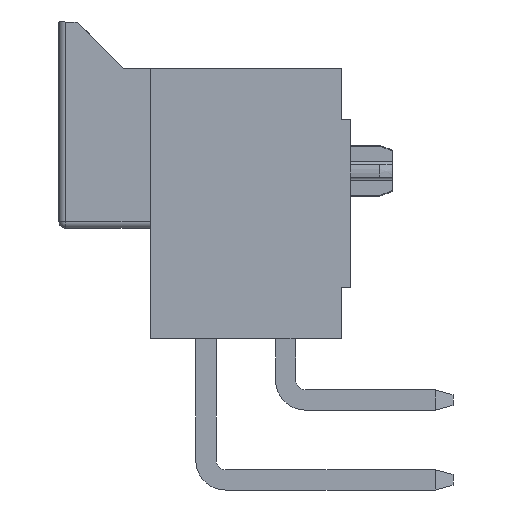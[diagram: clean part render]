
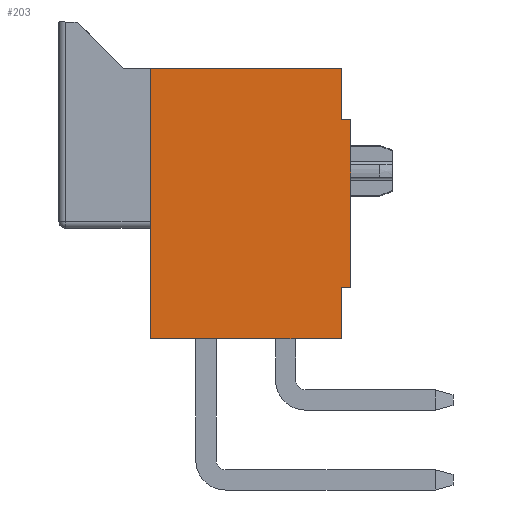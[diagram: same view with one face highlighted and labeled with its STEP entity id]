
A CAD part, left-side view. The second image highlights one B-rep face of the part: STEP entity #203.
In plain terms, the highlighted planar face has unit normal (-1, 0, 0).
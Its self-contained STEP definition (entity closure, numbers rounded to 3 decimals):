
#203 = ADVANCED_FACE( '', ( #854 ), #855, .T. );
#854 = FACE_OUTER_BOUND( '', #1936, .T. );
#855 = PLANE( '', #1937 );
#1936 = EDGE_LOOP( '', ( #3673, #3674, #3675, #3676, #3677, #3678, #3679, #3680 ) );
#1937 = AXIS2_PLACEMENT_3D( '', #3681, #3682, #3683 );
#3673 = ORIENTED_EDGE( '', *, *, #7376, .T. );
#3674 = ORIENTED_EDGE( '', *, *, #7102, .F. );
#3675 = ORIENTED_EDGE( '', *, *, #6915, .F. );
#3676 = ORIENTED_EDGE( '', *, *, #7377, .T. );
#3677 = ORIENTED_EDGE( '', *, *, #7378, .T. );
#3678 = ORIENTED_EDGE( '', *, *, #7159, .F. );
#3679 = ORIENTED_EDGE( '', *, *, #7379, .F. );
#3680 = ORIENTED_EDGE( '', *, *, #7380, .T. );
#3681 = CARTESIAN_POINT( '', ( -10.47, -2.99, -4.23 ) );
#3682 = DIRECTION( '', ( -1., 0., 0. ) );
#3683 = DIRECTION( '', ( 0., 0., 1. ) );
#6915 = EDGE_CURVE( '', #8232, #8233, #8234, .T. );
#7102 = EDGE_CURVE( '', #8233, #8597, #8598, .T. );
#7159 = EDGE_CURVE( '', #8704, #8699, #8706, .T. );
#7376 = EDGE_CURVE( '', #9104, #8597, #9105, .T. );
#7377 = EDGE_CURVE( '', #8232, #9106, #9107, .T. );
#7378 = EDGE_CURVE( '', #9106, #8699, #9108, .T. );
#7379 = EDGE_CURVE( '', #9109, #8704, #9110, .T. );
#7380 = EDGE_CURVE( '', #9109, #9104, #9111, .T. );
#8232 = VERTEX_POINT( '', #10352 );
#8233 = VERTEX_POINT( '', #10353 );
#8234 = LINE( '', #10354, #10355 );
#8597 = VERTEX_POINT( '', #10894 );
#8598 = LINE( '', #10895, #10896 );
#8699 = VERTEX_POINT( '', #11050 );
#8704 = VERTEX_POINT( '', #11057 );
#8706 = LINE( '', #11060, #11061 );
#9104 = VERTEX_POINT( '', #11667 );
#9105 = LINE( '', #11668, #11669 );
#9106 = VERTEX_POINT( '', #11670 );
#9107 = LINE( '', #11671, #11672 );
#9108 = LINE( '', #11673, #11674 );
#9109 = VERTEX_POINT( '', #11675 );
#9110 = LINE( '', #11676, #11677 );
#9111 = LINE( '', #11678, #11679 );
#10352 = CARTESIAN_POINT( '', ( -10.47, -2.99, -4.23 ) );
#10353 = CARTESIAN_POINT( '', ( -10.47, 2.99, -4.23 ) );
#10354 = CARTESIAN_POINT( '', ( -10.47, -2.99, -4.23 ) );
#10355 = VECTOR( '', #13551, 1000. );
#10894 = CARTESIAN_POINT( '', ( -10.47, 2.99, 4.23 ) );
#10895 = CARTESIAN_POINT( '', ( -10.47, 2.99, -4.23 ) );
#10896 = VECTOR( '', #13758, 1000. );
#11050 = CARTESIAN_POINT( '', ( -10.47, -3.29, -2.63 ) );
#11057 = CARTESIAN_POINT( '', ( -10.47, -3.29, 2.63 ) );
#11060 = CARTESIAN_POINT( '', ( -10.47, -3.29, 2.63 ) );
#11061 = VECTOR( '', #13820, 1000. );
#11667 = CARTESIAN_POINT( '', ( -10.47, -2.99, 4.23 ) );
#11668 = CARTESIAN_POINT( '', ( -10.47, -2.99, 4.23 ) );
#11669 = VECTOR( '', #14083, 1000. );
#11670 = CARTESIAN_POINT( '', ( -10.47, -2.99, -2.63 ) );
#11671 = CARTESIAN_POINT( '', ( -10.47, -2.99, -4.23 ) );
#11672 = VECTOR( '', #14084, 1000. );
#11673 = CARTESIAN_POINT( '', ( -10.47, -2.99, -2.63 ) );
#11674 = VECTOR( '', #14085, 1000. );
#11675 = CARTESIAN_POINT( '', ( -10.47, -2.99, 2.63 ) );
#11676 = CARTESIAN_POINT( '', ( -10.47, -2.99, 2.63 ) );
#11677 = VECTOR( '', #14086, 1000. );
#11678 = CARTESIAN_POINT( '', ( -10.47, -2.99, 2.63 ) );
#11679 = VECTOR( '', #14087, 1000. );
#13551 = DIRECTION( '', ( 0., 1., 0. ) );
#13758 = DIRECTION( '', ( 0., 0., 1. ) );
#13820 = DIRECTION( '', ( 0., 0., -1. ) );
#14083 = DIRECTION( '', ( 0., 1., 0. ) );
#14084 = DIRECTION( '', ( 0., 0., 1. ) );
#14085 = DIRECTION( '', ( 0., -1., 0. ) );
#14086 = DIRECTION( '', ( 0., -1., 0. ) );
#14087 = DIRECTION( '', ( 0., 0., 1. ) );
